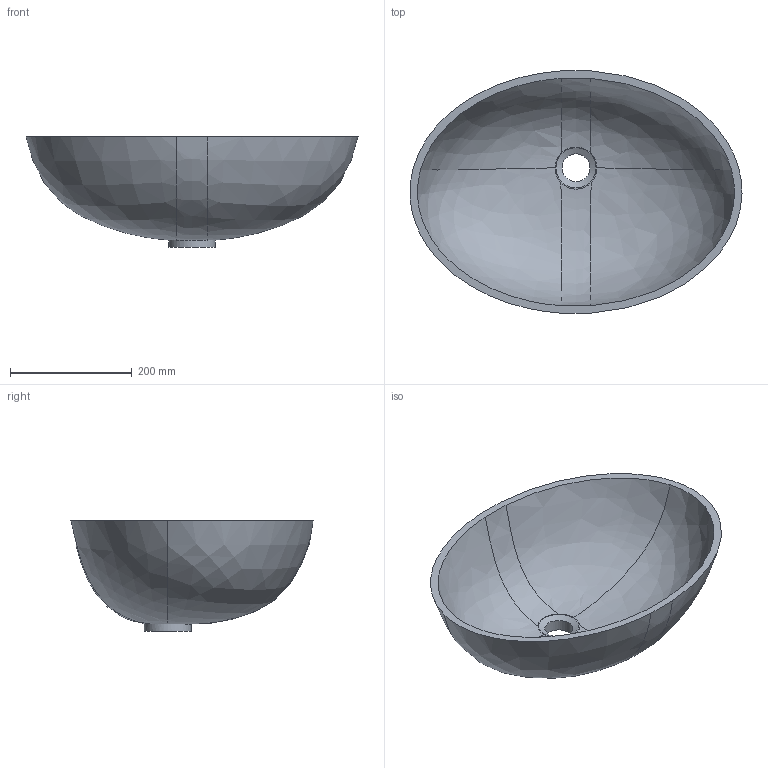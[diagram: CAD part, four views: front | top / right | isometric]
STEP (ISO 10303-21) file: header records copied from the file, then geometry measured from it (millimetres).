
FILE_DESCRIPTION(/* description */ (''),/* implementation_level */ '2;1');
FILE_NAME(/* name */ '815',/* time_stamp */ '2018-11-04T14:25:13+08:00',/* author */ (''),/* organization */ (''),/* preprocessor_version */ 'ST-DEVELOPER v9',/* originating_system */ 'UGS - NX 4.0',/* authorisation */ '');
FILE_SCHEMA (('CONFIG_CONTROL_DESIGN'));
Length unit declared in the file: millimetre
Products named in the file (1): Admi5F59nnjl
Bounding box: 545.98 x 398.32 x 182 mm (x, y, z)
Volume: 3258841.9 mm3; surface area: 561691.7 mm2
Topology: 1 solids, 1 shells, 18 faces, 47 edges, 32 vertices
Faces by surface type: bspline 12, plane 3, cylinder 2, cone 1
Full cylindrical faces by diameter (mm): 46 x1, 77 x1
Entity records: 7552 total; most frequent: CARTESIAN_POINT 7137, ORIENTED_EDGE 88, EDGE_CURVE 44, B_SPLINE_CURVE_WITH_KNOTS 40, VERTEX_POINT 32, EDGE_LOOP 24, DIRECTION 22, ADVANCED_FACE 18
